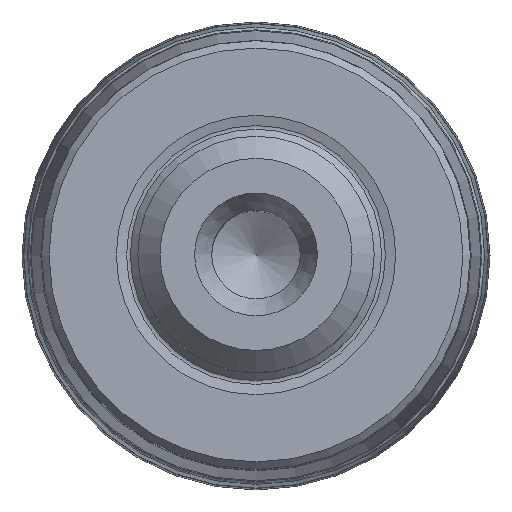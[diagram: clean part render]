
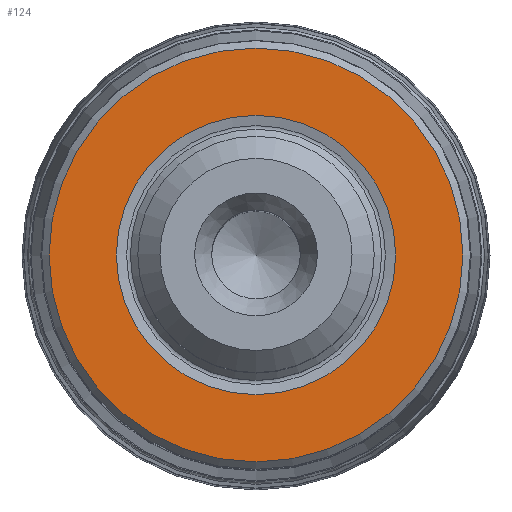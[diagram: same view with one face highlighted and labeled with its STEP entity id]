
A CAD part, top view. The second image highlights one B-rep face of the part: STEP entity #124.
In plain terms, the highlighted planar face has unit normal (0, 0, 1).
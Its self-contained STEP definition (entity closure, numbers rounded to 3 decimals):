
#59=PLANE('',#849);
#124=ADVANCED_FACE('',(#329,#330),#59,.T.);
#329=FACE_BOUND('',#450,.T.);
#330=FACE_BOUND('',#451,.T.);
#450=EDGE_LOOP('',(#570));
#451=EDGE_LOOP('',(#571));
#570=ORIENTED_EDGE('',*,*,#718,.T.);
#571=ORIENTED_EDGE('',*,*,#719,.T.);
#657=VERTEX_POINT('',#1472);
#658=VERTEX_POINT('',#1474);
#718=EDGE_CURVE('',#657,#657,#778,.T.);
#719=EDGE_CURVE('',#658,#658,#779,.T.);
#778=CIRCLE('',#847,14.);
#779=CIRCLE('',#848,9.449);
#847=AXIS2_PLACEMENT_3D('',#1471,#1027,#1028);
#848=AXIS2_PLACEMENT_3D('',#1473,#1029,#1030);
#849=AXIS2_PLACEMENT_3D('',#1475,#1031,#1032);
#1027=DIRECTION('',(0.,0.,1.));
#1028=DIRECTION('',(1.,0.,0.));
#1029=DIRECTION('',(0.,0.,-1.));
#1030=DIRECTION('',(-1.,0.,0.));
#1031=DIRECTION('',(0.,0.,1.));
#1032=DIRECTION('',(1.,0.,0.));
#1471=CARTESIAN_POINT('',(0.,0.,0.));
#1472=CARTESIAN_POINT('',(14.,0.,0.));
#1473=CARTESIAN_POINT('',(0.,0.,0.));
#1474=CARTESIAN_POINT('',(-9.449,0.,0.));
#1475=CARTESIAN_POINT('',(14.5,0.,0.));
